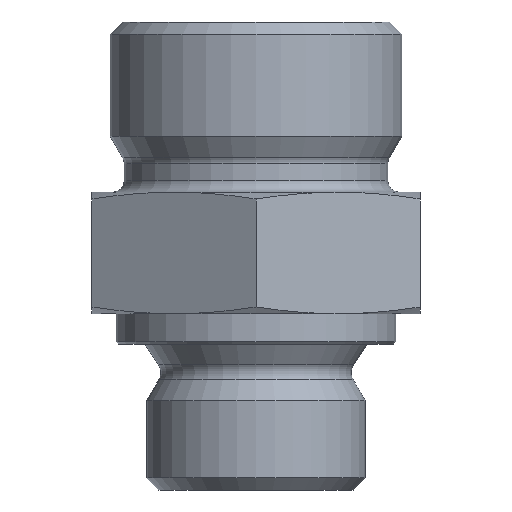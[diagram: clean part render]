
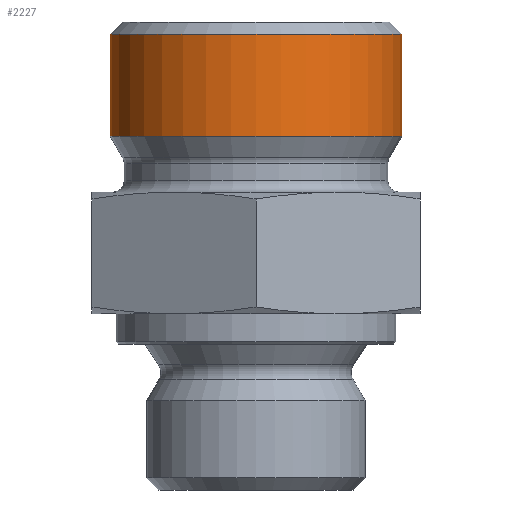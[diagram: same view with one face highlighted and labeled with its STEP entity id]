
A CAD part, front view. The second image highlights one B-rep face of the part: STEP entity #2227.
In plain terms, the highlighted cylindrical face has radius 12 mm (diameter 24 mm), a full revolution.
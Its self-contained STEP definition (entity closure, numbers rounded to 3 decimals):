
#2181=CARTESIAN_POINT('',(12.,0.,29.092));
#2182=VERTEX_POINT('',#2181);
#2183=CARTESIAN_POINT('',(0.0,0.0,29.092));
#2184=DIRECTION('',(0.0,0.0,-1.0));
#2185=DIRECTION('',(-1.0,0.0,0.0));
#2186=AXIS2_PLACEMENT_3D('',#2183,#2184,#2185);
#2187=CIRCLE('',#2186,12.);
#2188=EDGE_CURVE('',#2182,#2182,#2187,.T.);
#2208=CARTESIAN_POINT('',(0.0,0.0,38.5));
#2209=DIRECTION('',(0.0,0.0,-1.0));
#2210=DIRECTION('',(-1.0,0.0,0.0));
#2211=AXIS2_PLACEMENT_3D('',#2208,#2209,#2210);
#2212=CYLINDRICAL_SURFACE('',#2211,12.);
#2213=CARTESIAN_POINT('',(12.,0.,37.5));
#2214=VERTEX_POINT('',#2213);
#2215=CARTESIAN_POINT('',(0.0,0.0,37.5));
#2216=DIRECTION('',(0.0,0.0,1.0));
#2217=DIRECTION('',(-1.0,0.0,0.0));
#2218=AXIS2_PLACEMENT_3D('',#2215,#2216,#2217);
#2219=CIRCLE('',#2218,12.);
#2220=EDGE_CURVE('',#2214,#2214,#2219,.T.);
#2221=ORIENTED_EDGE('',*,*,#2220,.F.);
#2222=EDGE_LOOP('',(#2221));
#2223=FACE_OUTER_BOUND('',#2222,.T.);
#2224=ORIENTED_EDGE('',*,*,#2188,.F.);
#2225=EDGE_LOOP('',(#2224));
#2226=FACE_BOUND('',#2225,.T.);
#2227=ADVANCED_FACE('',(#2223,#2226),#2212,.T.);
